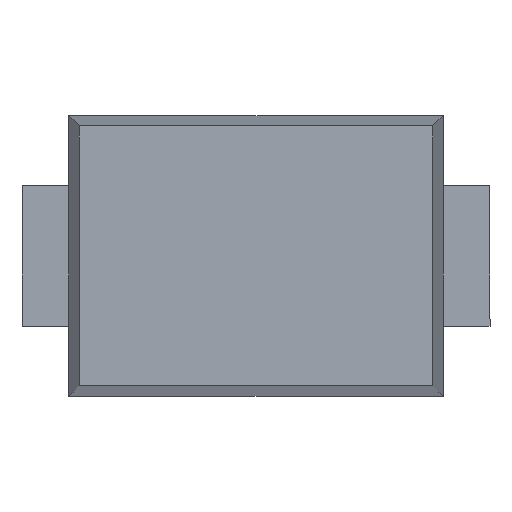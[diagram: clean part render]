
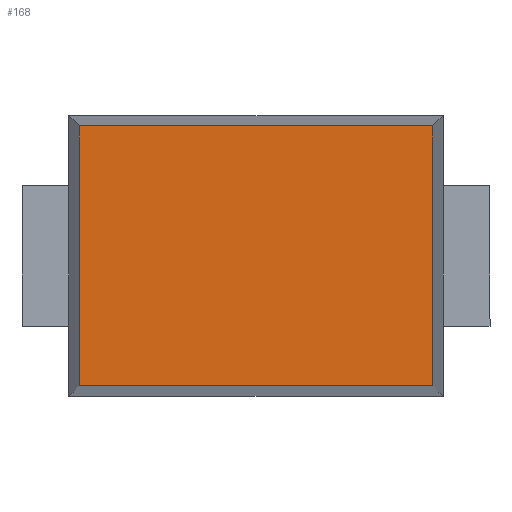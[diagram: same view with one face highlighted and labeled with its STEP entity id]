
A CAD part, top view. The second image highlights one B-rep face of the part: STEP entity #168.
In plain terms, the highlighted planar face has unit normal (0, 0, 1).
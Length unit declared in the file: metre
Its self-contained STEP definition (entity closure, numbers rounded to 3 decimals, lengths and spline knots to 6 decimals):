
#168=ADVANCED_FACE('0:52',(#302),#303,.T.);
#302=FACE_OUTER_BOUND('',#428,.T.);
#303=PLANE('',#429);
#428=EDGE_LOOP('',(#573,#574,#575,#576));
#429=AXIS2_PLACEMENT_3D('',#577,#578,#579);
#573=ORIENTED_EDGE('',*,*,#815,.T.);
#574=ORIENTED_EDGE('',*,*,#816,.T.);
#575=ORIENTED_EDGE('',*,*,#817,.T.);
#576=ORIENTED_EDGE('',*,*,#818,.T.);
#577=CARTESIAN_POINT('',(0.0,0.0,0.0004));
#578=DIRECTION('',(-0.0,0.0,1.0));
#579=DIRECTION('',(1.0,0.0,0.0));
#815=EDGE_CURVE('0:169',#940,#941,#942,.T.);
#816=EDGE_CURVE('0:172',#941,#943,#944,.T.);
#817=EDGE_CURVE('0:175',#943,#945,#946,.T.);
#818=EDGE_CURVE('0:178',#945,#940,#947,.T.);
#940=VERTEX_POINT('NONE',#1115);
#941=VERTEX_POINT('NONE',#1116);
#942=LINE('',#1117,#1118);
#943=VERTEX_POINT('NONE',#1119);
#944=LINE('',#1120,#1121);
#945=VERTEX_POINT('NONE',#1122);
#946=LINE('',#1123,#1124);
#947=LINE('',#1125,#1126);
#1115=CARTESIAN_POINT('',(0.000277,-0.000377,0.0004));
#1116=CARTESIAN_POINT('',(0.000277,0.000377,0.0004));
#1117=CARTESIAN_POINT('',(0.000277,0.0004,0.0004));
#1118=VECTOR('',#1280,1.0);
#1119=CARTESIAN_POINT('',(-0.000277,0.000377,0.0004));
#1120=CARTESIAN_POINT('',(-0.0003,0.000377,0.0004));
#1121=VECTOR('',#1281,1.0);
#1122=CARTESIAN_POINT('',(-0.000277,-0.000377,0.0004));
#1123=CARTESIAN_POINT('',(-0.000277,-0.0004,0.0004));
#1124=VECTOR('',#1282,1.0);
#1125=CARTESIAN_POINT('',(0.0003,-0.000377,0.0004));
#1126=VECTOR('',#1283,1.0);
#1280=DIRECTION('',(0.0,1.0,0.0));
#1281=DIRECTION('',(-1.0,0.0,-0.0));
#1282=DIRECTION('',(0.,-1.0,0.0));
#1283=DIRECTION('',(1.0,0.0,0.0));
